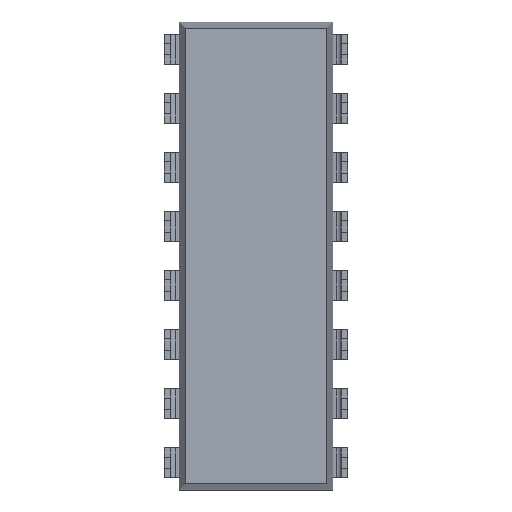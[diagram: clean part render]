
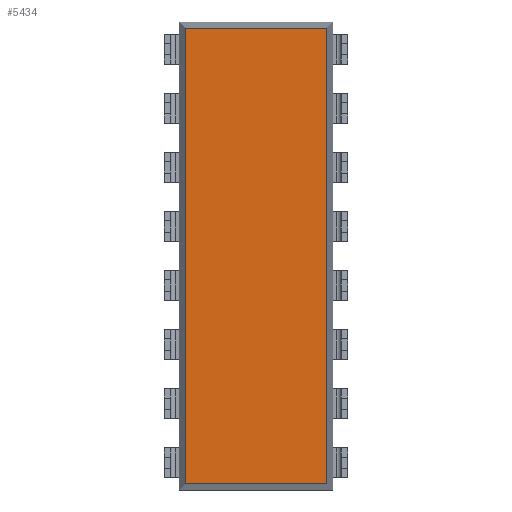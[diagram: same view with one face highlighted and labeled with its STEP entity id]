
A CAD part, front view. The second image highlights one B-rep face of the part: STEP entity #5434.
In plain terms, the highlighted planar face has unit normal (0, -1, 0).
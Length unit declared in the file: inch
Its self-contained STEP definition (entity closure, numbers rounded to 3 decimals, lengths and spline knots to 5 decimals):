
#52 = ORIENTED_EDGE ( 'NONE', *, *, #6962, .T. ) ;
#74 = DIRECTION ( 'NONE',  ( 1., 0., 0. ) ) ;
#87 = VERTEX_POINT ( 'NONE', #2948 ) ;
#338 = DIRECTION ( 'NONE',  ( 0., -1., 0. ) ) ;
#441 = LINE ( 'NONE', #4741, #2983 ) ;
#645 = ORIENTED_EDGE ( 'NONE', *, *, #5407, .T. ) ;
#876 = AXIS2_PLACEMENT_3D ( 'NONE', #1473, #338, #3730 ) ;
#878 = ORIENTED_EDGE ( 'NONE', *, *, #4900, .T. ) ;
#962 = VERTEX_POINT ( 'NONE', #5824 ) ;
#1090 = DIRECTION ( 'NONE',  ( 0., 0., 1. ) ) ;
#1433 = LINE ( 'NONE', #7460, #6074 ) ;
#1473 = CARTESIAN_POINT ( 'NONE',  ( 0., 0.0425, 0. ) ) ;
#1941 = CARTESIAN_POINT ( 'NONE',  ( -0.1197, 0.0425, -0.38595 ) ) ;
#2025 = PLANE ( 'NONE',  #876 ) ;
#2623 = ORIENTED_EDGE ( 'NONE', *, *, #3746, .T. ) ;
#2948 = CARTESIAN_POINT ( 'NONE',  ( 0.1197, 0.0425, 0.38595 ) ) ;
#2983 = VECTOR ( 'NONE', #5895, 39.37008 ) ;
#3164 = EDGE_LOOP ( 'NONE', ( #645, #52, #878, #2623 ) ) ;
#3730 = DIRECTION ( 'NONE',  ( 0., 0., -1. ) ) ;
#3746 = EDGE_CURVE ( 'NONE', #87, #4344, #441, .T. ) ;
#3881 = LINE ( 'NONE', #6480, #4322 ) ;
#4322 = VECTOR ( 'NONE', #7066, 39.37008 ) ;
#4344 = VERTEX_POINT ( 'NONE', #5370 ) ;
#4741 = CARTESIAN_POINT ( 'NONE',  ( 0.13, 0.0425, 0.38595 ) ) ;
#4900 = EDGE_CURVE ( 'NONE', #962, #87, #1433, .T. ) ;
#4936 = LINE ( 'NONE', #5923, #5742 ) ;
#5161 = VERTEX_POINT ( 'NONE', #1941 ) ;
#5370 = CARTESIAN_POINT ( 'NONE',  ( -0.1197, 0.0425, 0.38595 ) ) ;
#5407 = EDGE_CURVE ( 'NONE', #4344, #5161, #3881, .T. ) ;
#5434 = ADVANCED_FACE ( 'NONE', ( #7407 ), #2025, .T. ) ;
#5742 = VECTOR ( 'NONE', #74, 39.37008 ) ;
#5824 = CARTESIAN_POINT ( 'NONE',  ( 0.1197, 0.0425, -0.38595 ) ) ;
#5895 = DIRECTION ( 'NONE',  ( -1., 0., 0. ) ) ;
#5923 = CARTESIAN_POINT ( 'NONE',  ( -0.13, 0.0425, -0.38595 ) ) ;
#6074 = VECTOR ( 'NONE', #1090, 39.37008 ) ;
#6480 = CARTESIAN_POINT ( 'NONE',  ( -0.1197, 0.0425, 0.39625 ) ) ;
#6962 = EDGE_CURVE ( 'NONE', #5161, #962, #4936, .T. ) ;
#7066 = DIRECTION ( 'NONE',  ( 0., 0., -1. ) ) ;
#7407 = FACE_OUTER_BOUND ( 'NONE', #3164, .T. ) ;
#7460 = CARTESIAN_POINT ( 'NONE',  ( 0.1197, 0.0425, -0.39625 ) ) ;
